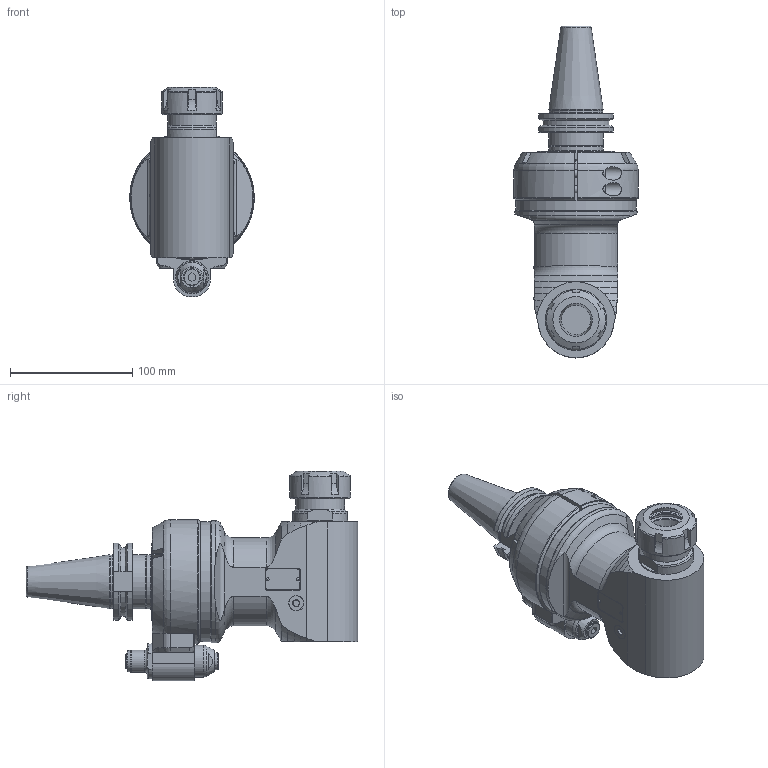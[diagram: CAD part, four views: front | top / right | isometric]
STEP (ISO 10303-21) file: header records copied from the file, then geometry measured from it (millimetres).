
FILE_DESCRIPTION(/* description */ (''),/* implementation_level */ '2;1');
FILE_NAME(/* name */ '9.F90.20S00-1C40.stp',/* time_stamp */ '2025-07-09T13:39:22-04:00',/* author */ ('jkrenzer'),/* organization */ (''),/* preprocessor_version */ 'ST-DEVELOPER v18.1',/* originating_system */ 'Autodesk Inventor 2022',/* authorisation */ '');
FILE_SCHEMA (('AUTOMOTIVE_DESIGN { 1 0 10303 214 3 1 1 }'));
Length unit declared in the file: millimetre
Products named in the file (3): 9.F90.20S00-1C40; 9.F90.20S00; 9_GA1_446_2 (EVO, Type 1, C40, 65mm, 35mm)
Assembly tree (2 placements, depth 2):
  9.F90.20S00-1C40
    9.F90.20S00
    9_GA1_446_2 (EVO, Type 1, C40, 65mm, 35mm)
Bounding box: 102 x 271.75 x 171.5 mm (x, y, z)
Volume: 357740 mm3; surface area: 164037.8 mm2
Topology: 6 solids, 8 shells, 664 faces, 1859 edges, 1279 vertices
Faces by surface type: plane 294, cylinder 161, cone 137, torus 42, bspline 26, sphere 4
Full cylindrical faces by diameter (mm): 2.5 x3, 2.6 x2, 3 x2, 3.2 x4, 3.3 x2, 4.2 x2, 5 x3, 6 x3, 6.5 x3, 7 x2, 8 x1, 8.821 x1, 9 x1, 9.2 x1, 9.525 x1, 10 x4, 10.4 x2, 11 x2, 12 x4, 12.5 x3, 12.8 x1, 13 x1, 13.376 x1, 14 x1, 16.281 x1, 16.8 x1, 18 x2, 19 x1, 21.8 x1, 22.6 x1
Entity records: 29125 total; most frequent: CARTESIAN_POINT 11910, ORIENTED_EDGE 3680, DIRECTION 3399, EDGE_CURVE 1840, VERTEX_POINT 1279, AXIS2_PLACEMENT_3D 1256, LINE 887, VECTOR 887
